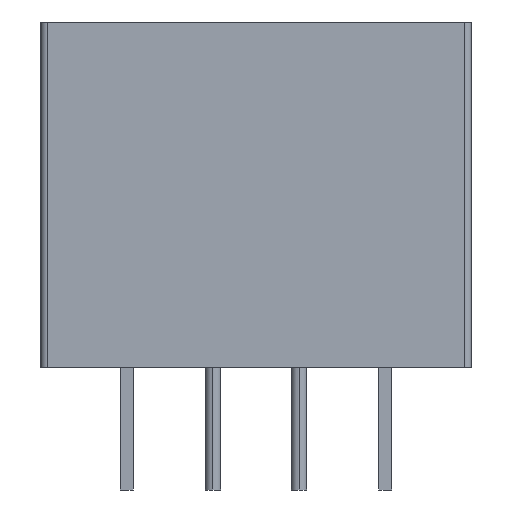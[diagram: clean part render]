
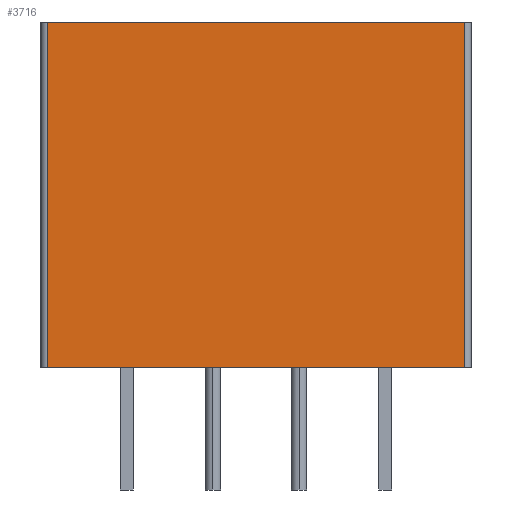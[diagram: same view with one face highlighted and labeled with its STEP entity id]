
A CAD part, left-side view. The second image highlights one B-rep face of the part: STEP entity #3716.
In plain terms, the highlighted planar face has unit normal (-1, 0, 0).
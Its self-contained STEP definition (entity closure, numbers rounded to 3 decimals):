
#3462=CARTESIAN_POINT('',(-5.08,6.15,10.2));
#3463=VERTEX_POINT('',#3462);
#3481=CARTESIAN_POINT('',(-5.08,6.15,0.0));
#3482=VERTEX_POINT('',#3481);
#3490=CARTESIAN_POINT('',(-5.08,6.15,0.0));
#3491=DIRECTION('',(0.0,0.0,1.0));
#3492=VECTOR('',#3491,10.2);
#3493=LINE('',#3490,#3492);
#3494=EDGE_CURVE('',#3482,#3463,#3493,.T.);
#3667=CARTESIAN_POINT('',(-5.08,-6.15,10.2));
#3668=VERTEX_POINT('',#3667);
#3676=CARTESIAN_POINT('',(-5.08,-6.15,0.0));
#3677=VERTEX_POINT('',#3676);
#3678=CARTESIAN_POINT('',(-5.08,-6.15,0.0));
#3679=DIRECTION('',(0.0,0.0,1.0));
#3680=VECTOR('',#3679,10.2);
#3681=LINE('',#3678,#3680);
#3682=EDGE_CURVE('',#3677,#3668,#3681,.T.);
#3695=CARTESIAN_POINT('',(-5.08,-6.15,0.0));
#3696=DIRECTION('',(-1.0,0.0,0.0));
#3697=DIRECTION('',(0.0,0.0,1.0));
#3698=AXIS2_PLACEMENT_3D('',#3695,#3696,#3697);
#3699=PLANE('',#3698);
#3700=CARTESIAN_POINT('',(-5.08,-6.15,10.2));
#3701=DIRECTION('',(0.0,1.0,0.0));
#3702=VECTOR('',#3701,12.3);
#3703=LINE('',#3700,#3702);
#3704=EDGE_CURVE('',#3668,#3463,#3703,.T.);
#3705=ORIENTED_EDGE('',*,*,#3704,.T.);
#3706=ORIENTED_EDGE('',*,*,#3494,.F.);
#3707=CARTESIAN_POINT('',(-5.08,6.15,0.0));
#3708=DIRECTION('',(0.0,-1.0,0.0));
#3709=VECTOR('',#3708,12.3);
#3710=LINE('',#3707,#3709);
#3711=EDGE_CURVE('',#3482,#3677,#3710,.T.);
#3712=ORIENTED_EDGE('',*,*,#3711,.T.);
#3713=ORIENTED_EDGE('',*,*,#3682,.T.);
#3714=EDGE_LOOP('',(#3705,#3706,#3712,#3713));
#3715=FACE_OUTER_BOUND('',#3714,.T.);
#3716=ADVANCED_FACE('',(#3715),#3699,.T.);
